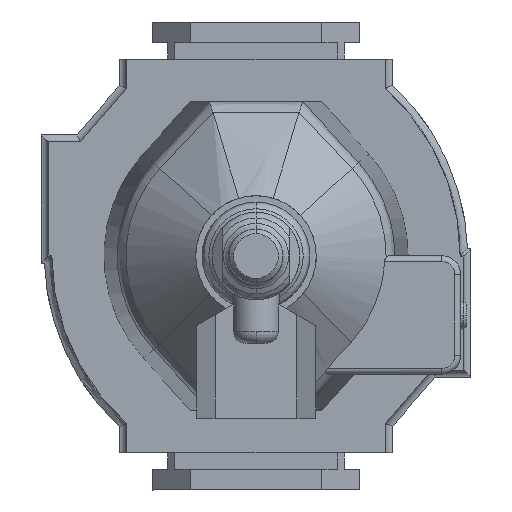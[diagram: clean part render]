
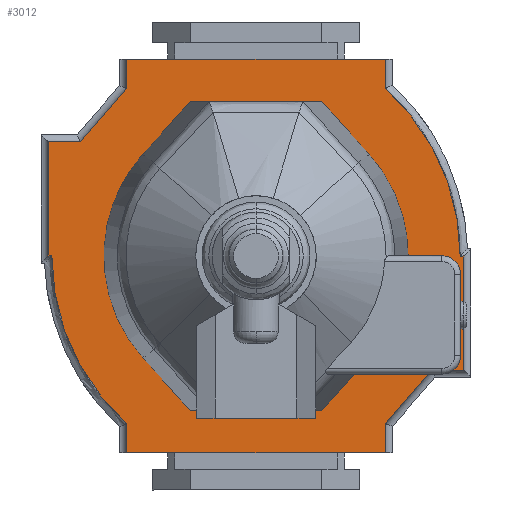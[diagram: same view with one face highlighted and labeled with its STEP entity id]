
A CAD part, front view. The second image highlights one B-rep face of the part: STEP entity #3012.
In plain terms, the highlighted face is planar.
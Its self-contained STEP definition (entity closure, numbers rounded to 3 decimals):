
#70 = LINE ( 'NONE', #5593, #10558 ) ;
#123 = LINE ( 'NONE', #6770, #11915 ) ;
#221 = VERTEX_POINT ( 'NONE', #11167 ) ;
#262 = EDGE_CURVE ( 'NONE', #3447, #803, #3079, .T. ) ;
#547 = LINE ( 'NONE', #8853, #10031 ) ;
#620 = ORIENTED_EDGE ( 'NONE', *, *, #7079, .F. ) ;
#718 = VERTEX_POINT ( 'NONE', #6440 ) ;
#726 = VECTOR ( 'NONE', #11879, 1000. ) ;
#746 = CIRCLE ( 'NONE', #8446, 38.4 ) ;
#803 = VERTEX_POINT ( 'NONE', #1878 ) ;
#871 = CARTESIAN_POINT ( 'NONE',  ( 33.65, 0., 22.1 ) ) ;
#915 = LINE ( 'NONE', #8128, #8524 ) ;
#1000 = DIRECTION ( 'NONE',  ( 1., 0., 0. ) ) ;
#1054 = ORIENTED_EDGE ( 'NONE', *, *, #4203, .F. ) ;
#1104 = ORIENTED_EDGE ( 'NONE', *, *, #2307, .F. ) ;
#1114 = EDGE_CURVE ( 'NONE', #2858, #10663, #3934, .T. ) ;
#1163 = ORIENTED_EDGE ( 'NONE', *, *, #10349, .F. ) ;
#1186 = CARTESIAN_POINT ( 'NONE',  ( -28.65, 0., 22.1 ) ) ;
#1233 = EDGE_CURVE ( 'NONE', #718, #6877, #746, .T. ) ;
#1234 = CARTESIAN_POINT ( 'NONE',  ( -28.65, 0., 22.1 ) ) ;
#1302 = LINE ( 'NONE', #3480, #2892 ) ;
#1389 = CARTESIAN_POINT ( 'NONE',  ( 0., 0., -34.9 ) ) ;
#1459 = VECTOR ( 'NONE', #8095, 1000. ) ;
#1577 = CARTESIAN_POINT ( 'NONE',  ( 33.65, 0., -22.1 ) ) ;
#1578 = LINE ( 'NONE', #3194, #3314 ) ;
#1588 = CARTESIAN_POINT ( 'NONE',  ( 28.65, 0., -22.1 ) ) ;
#1769 = LINE ( 'NONE', #10050, #10972 ) ;
#1824 = VERTEX_POINT ( 'NONE', #9341 ) ;
#1878 = CARTESIAN_POINT ( 'NONE',  ( 28.622, 0., 22.1 ) ) ;
#1889 = DIRECTION ( 'NONE',  ( -1., 0., 0. ) ) ;
#1960 = DIRECTION ( 'NONE',  ( -0.757, 0., -0.654 ) ) ;
#2144 = DIRECTION ( 'NONE',  ( 0., 0., -1. ) ) ;
#2157 = VECTOR ( 'NONE', #7387, 1000. ) ;
#2185 = CARTESIAN_POINT ( 'NONE',  ( -19.5, 0., 35.5 ) ) ;
#2258 = EDGE_CURVE ( 'NONE', #6877, #221, #915, .T. ) ;
#2307 = EDGE_CURVE ( 'NONE', #10343, #718, #1769, .T. ) ;
#2691 = DIRECTION ( 'NONE',  ( 0., 0., 1. ) ) ;
#2740 = DIRECTION ( 'NONE',  ( 0., -1., 0. ) ) ;
#2770 = CARTESIAN_POINT ( 'NONE',  ( -19.5, 0., 35.5 ) ) ;
#2771 = DIRECTION ( 'NONE',  ( 0., -1., 0. ) ) ;
#2780 = VERTEX_POINT ( 'NONE', #1234 ) ;
#2810 = AXIS2_PLACEMENT_3D ( 'NONE', #2819, #2771, #9284 ) ;
#2819 = CARTESIAN_POINT ( 'NONE',  ( 0., 0., -3.5 ) ) ;
#2845 = CARTESIAN_POINT ( 'NONE',  ( 0., 0., -35.5 ) ) ;
#2858 = VERTEX_POINT ( 'NONE', #11780 ) ;
#2876 = CARTESIAN_POINT ( 'NONE',  ( -19.5, 0., 30. ) ) ;
#2892 = VECTOR ( 'NONE', #9926, 1000. ) ;
#3012 = ADVANCED_FACE ( 'NONE', ( #6910 ), #10088, .T. ) ;
#3065 = DIRECTION ( 'NONE',  ( -1., 0., 0. ) ) ;
#3079 = LINE ( 'NONE', #4761, #11418 ) ;
#3141 = ORIENTED_EDGE ( 'NONE', *, *, #1114, .F. ) ;
#3165 = ORIENTED_EDGE ( 'NONE', *, *, #3963, .F. ) ;
#3194 = CARTESIAN_POINT ( 'NONE',  ( 19.5, 0., -30. ) ) ;
#3314 = VECTOR ( 'NONE', #4094, 1000. ) ;
#3376 = ORIENTED_EDGE ( 'NONE', *, *, #10193, .F. ) ;
#3447 = VERTEX_POINT ( 'NONE', #871 ) ;
#3480 = CARTESIAN_POINT ( 'NONE',  ( 0., 0., 35.5 ) ) ;
#3726 = CARTESIAN_POINT ( 'NONE',  ( 0., 0., 3.5 ) ) ;
#3750 = CARTESIAN_POINT ( 'NONE',  ( -33.65, 0., 22.1 ) ) ;
#3903 = ORIENTED_EDGE ( 'NONE', *, *, #8358, .F. ) ;
#3934 = LINE ( 'NONE', #9942, #1459 ) ;
#3963 = EDGE_CURVE ( 'NONE', #221, #2858, #10326, .T. ) ;
#4094 = DIRECTION ( 'NONE',  ( 0.757, 0., 0.654 ) ) ;
#4203 = EDGE_CURVE ( 'NONE', #10663, #9605, #1578, .T. ) ;
#4529 = DIRECTION ( 'NONE',  ( 0., 1., 0. ) ) ;
#4680 = CIRCLE ( 'NONE', #2810, 38.4 ) ;
#4761 = CARTESIAN_POINT ( 'NONE',  ( 33.65, 0., 22.1 ) ) ;
#4855 = VERTEX_POINT ( 'NONE', #2770 ) ;
#4995 = CARTESIAN_POINT ( 'NONE',  ( 0., 0., 35.5 ) ) ;
#5573 = DIRECTION ( 'NONE',  ( 0., 0., 1. ) ) ;
#5593 = CARTESIAN_POINT ( 'NONE',  ( -19.5, 0., 30. ) ) ;
#5653 = AXIS2_PLACEMENT_3D ( 'NONE', #7343, #4529, #2691 ) ;
#5905 = EDGE_LOOP ( 'NONE', ( #9655, #10383, #1104, #1163, #11459, #3903, #11154, #9127, #11624, #10430, #6949, #620, #3376, #1054, #3141, #3165 ) ) ;
#6053 = LINE ( 'NONE', #1588, #2157 ) ;
#6362 = EDGE_CURVE ( 'NONE', #2780, #7383, #11217, .T. ) ;
#6430 = VERTEX_POINT ( 'NONE', #4995 ) ;
#6440 = CARTESIAN_POINT ( 'NONE',  ( -28.622, 0., -22.1 ) ) ;
#6493 = DIRECTION ( 'NONE',  ( 1., 0., 0. ) ) ;
#6681 = EDGE_CURVE ( 'NONE', #6430, #4855, #1302, .T. ) ;
#6721 = VERTEX_POINT ( 'NONE', #1577 ) ;
#6753 = VECTOR ( 'NONE', #2144, 1000. ) ;
#6770 = CARTESIAN_POINT ( 'NONE',  ( -33.65, 0., 22.1 ) ) ;
#6877 = VERTEX_POINT ( 'NONE', #1389 ) ;
#6910 = FACE_OUTER_BOUND ( 'NONE', #5905, .T. ) ;
#6949 = ORIENTED_EDGE ( 'NONE', *, *, #262, .F. ) ;
#7079 = EDGE_CURVE ( 'NONE', #6721, #3447, #8471, .T. ) ;
#7155 = CARTESIAN_POINT ( 'NONE',  ( 28.65, 0., -22.1 ) ) ;
#7343 = CARTESIAN_POINT ( 'NONE',  ( 0., 0., 0. ) ) ;
#7383 = VERTEX_POINT ( 'NONE', #3750 ) ;
#7387 = DIRECTION ( 'NONE',  ( 1., 0., 0. ) ) ;
#7674 = DIRECTION ( 'NONE',  ( 0., 0., -1. ) ) ;
#7693 = EDGE_CURVE ( 'NONE', #1824, #6430, #547, .T. ) ;
#8095 = DIRECTION ( 'NONE',  ( 0., 0., 1. ) ) ;
#8128 = CARTESIAN_POINT ( 'NONE',  ( 0., 0., -34.9 ) ) ;
#8358 = EDGE_CURVE ( 'NONE', #11347, #2780, #70, .T. ) ;
#8446 = AXIS2_PLACEMENT_3D ( 'NONE', #3726, #2740, #5573 ) ;
#8471 = LINE ( 'NONE', #10911, #726 ) ;
#8524 = VECTOR ( 'NONE', #10973, 1000. ) ;
#8776 = EDGE_CURVE ( 'NONE', #803, #1824, #4680, .T. ) ;
#8853 = CARTESIAN_POINT ( 'NONE',  ( 0., 0., 34.9 ) ) ;
#9127 = ORIENTED_EDGE ( 'NONE', *, *, #6681, .F. ) ;
#9284 = DIRECTION ( 'NONE',  ( 0., 0., -1. ) ) ;
#9341 = CARTESIAN_POINT ( 'NONE',  ( 0., 0., 34.9 ) ) ;
#9468 = VECTOR ( 'NONE', #1000, 1000. ) ;
#9474 = LINE ( 'NONE', #2185, #6753 ) ;
#9605 = VERTEX_POINT ( 'NONE', #7155 ) ;
#9655 = ORIENTED_EDGE ( 'NONE', *, *, #2258, .F. ) ;
#9781 = DIRECTION ( 'NONE',  ( 0., 0., 1. ) ) ;
#9926 = DIRECTION ( 'NONE',  ( -1., 0., 0. ) ) ;
#9942 = CARTESIAN_POINT ( 'NONE',  ( 19.5, 0., -35.5 ) ) ;
#10031 = VECTOR ( 'NONE', #9781, 1000. ) ;
#10050 = CARTESIAN_POINT ( 'NONE',  ( -33.65, 0., -22.1 ) ) ;
#10088 = PLANE ( 'NONE',  #5653 ) ;
#10193 = EDGE_CURVE ( 'NONE', #9605, #6721, #6053, .T. ) ;
#10326 = LINE ( 'NONE', #2845, #9468 ) ;
#10343 = VERTEX_POINT ( 'NONE', #10520 ) ;
#10349 = EDGE_CURVE ( 'NONE', #7383, #10343, #123, .T. ) ;
#10383 = ORIENTED_EDGE ( 'NONE', *, *, #1233, .F. ) ;
#10399 = EDGE_CURVE ( 'NONE', #4855, #11347, #9474, .T. ) ;
#10430 = ORIENTED_EDGE ( 'NONE', *, *, #8776, .F. ) ;
#10520 = CARTESIAN_POINT ( 'NONE',  ( -33.65, 0., -22.1 ) ) ;
#10558 = VECTOR ( 'NONE', #1960, 1000. ) ;
#10645 = VECTOR ( 'NONE', #3065, 1000. ) ;
#10663 = VERTEX_POINT ( 'NONE', #11849 ) ;
#10911 = CARTESIAN_POINT ( 'NONE',  ( 33.65, 0., -22.1 ) ) ;
#10972 = VECTOR ( 'NONE', #6493, 1000. ) ;
#10973 = DIRECTION ( 'NONE',  ( 0., 0., -1. ) ) ;
#11154 = ORIENTED_EDGE ( 'NONE', *, *, #10399, .F. ) ;
#11167 = CARTESIAN_POINT ( 'NONE',  ( 0., 0., -35.5 ) ) ;
#11217 = LINE ( 'NONE', #1186, #10645 ) ;
#11347 = VERTEX_POINT ( 'NONE', #2876 ) ;
#11418 = VECTOR ( 'NONE', #1889, 1000. ) ;
#11459 = ORIENTED_EDGE ( 'NONE', *, *, #6362, .F. ) ;
#11624 = ORIENTED_EDGE ( 'NONE', *, *, #7693, .F. ) ;
#11780 = CARTESIAN_POINT ( 'NONE',  ( 19.5, 0., -35.5 ) ) ;
#11849 = CARTESIAN_POINT ( 'NONE',  ( 19.5, 0., -30. ) ) ;
#11879 = DIRECTION ( 'NONE',  ( 0., 0., 1. ) ) ;
#11915 = VECTOR ( 'NONE', #7674, 1000. ) ;
